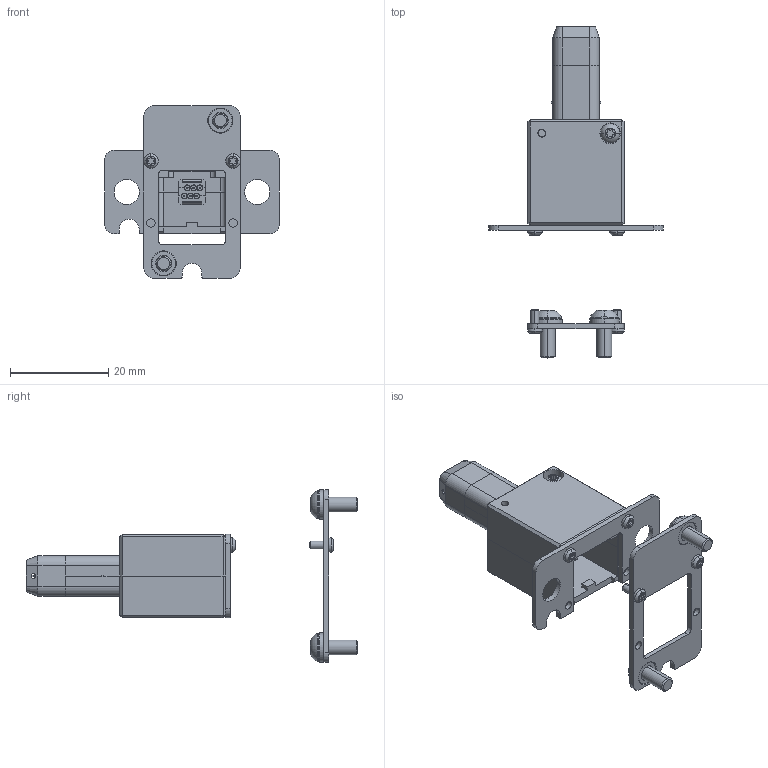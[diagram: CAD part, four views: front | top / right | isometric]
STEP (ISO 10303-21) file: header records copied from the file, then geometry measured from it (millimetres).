
FILE_DESCRIPTION (( 'STEP AP203' ), '1' );
FILE_NAME ('INGUN_114727.STEP', '2023-05-03T08:49:26', ( '' ), ( '' ), 'SwSTEP 2.0', 'SolidWorks 2021', '' );
FILE_SCHEMA (( 'CONFIG_CONTROL_DESIGN' ));
Length unit declared in the file: millimetre
Products named in the file (1): INGUN_114727
Bounding box: 35.5 x 67.4 x 35 mm (x, y, z)
Volume: 7138.6 mm3; surface area: 6841 mm2
Topology: 11 solids, 13 shells, 697 faces, 1727 edges, 1057 vertices
Faces by surface type: cylinder 322, plane 256, cone 91, torus 16, sphere 12
Entity records: 20605 total; most frequent: DIRECTION 3844, CARTESIAN_POINT 3532, ORIENTED_EDGE 3398, EDGE_CURVE 1699, AXIS2_PLACEMENT_3D 1473, VERTEX_POINT 1057, LINE 898, VECTOR 898
